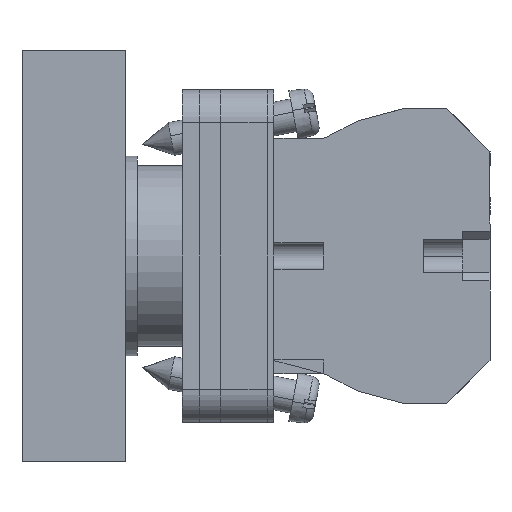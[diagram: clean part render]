
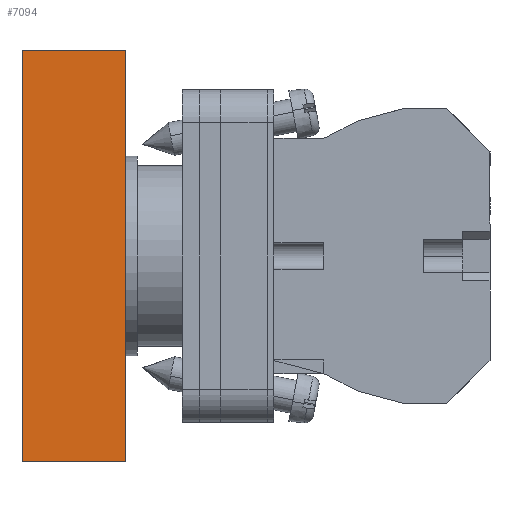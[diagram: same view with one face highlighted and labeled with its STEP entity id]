
A CAD part, left-side view. The second image highlights one B-rep face of the part: STEP entity #7094.
In plain terms, the highlighted planar face has unit normal (-1, 0, 0).
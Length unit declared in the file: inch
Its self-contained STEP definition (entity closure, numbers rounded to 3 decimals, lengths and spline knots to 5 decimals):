
#1238 = CARTESIAN_POINT ( 'NONE',  ( -0.58071, 0.94094, -0.97441 ) ) ;
#2024 = DIRECTION ( 'NONE',  ( 0., -1., 0. ) ) ;
#2356 = DIRECTION ( 'NONE',  ( 0., 0., 1. ) ) ;
#2472 = VERTEX_POINT ( 'NONE', #14187 ) ;
#3311 = EDGE_CURVE ( 'NONE', #16134, #2472, #6017, .T. ) ;
#3449 = DIRECTION ( 'NONE',  ( 0., 0., -1. ) ) ;
#3648 = ORIENTED_EDGE ( 'NONE', *, *, #3311, .T. ) ;
#3706 = VECTOR ( 'NONE', #2356, 39.37008 ) ;
#4248 = CARTESIAN_POINT ( 'NONE',  ( -0.58071, 0.44843, 0.97441 ) ) ;
#5328 = VECTOR ( 'NONE', #2024, 39.37008 ) ;
#5682 = EDGE_CURVE ( 'NONE', #6978, #16134, #13588, .T. ) ;
#5720 = LINE ( 'NONE', #15839, #5328 ) ;
#5805 = EDGE_CURVE ( 'NONE', #6978, #6301, #5720, .T. ) ;
#6017 = LINE ( 'NONE', #6793, #8963 ) ;
#6301 = VERTEX_POINT ( 'NONE', #4248 ) ;
#6457 = ORIENTED_EDGE ( 'NONE', *, *, #13422, .T. ) ;
#6793 = CARTESIAN_POINT ( 'NONE',  ( -0.58071, 4.28046, -0.97441 ) ) ;
#6978 = VERTEX_POINT ( 'NONE', #13160 ) ;
#7094 = ADVANCED_FACE ( 'NONE', ( #12459 ), #7164, .F. ) ;
#7164 = PLANE ( 'NONE',  #12547 ) ;
#7361 = ORIENTED_EDGE ( 'NONE', *, *, #5805, .F. ) ;
#8430 = CARTESIAN_POINT ( 'NONE',  ( -0.58071, 4.28046, 0.97441 ) ) ;
#8963 = VECTOR ( 'NONE', #13058, 39.37008 ) ;
#9867 = CARTESIAN_POINT ( 'NONE',  ( -0.58071, 0.44843, 0.97441 ) ) ;
#10004 = LINE ( 'NONE', #9867, #3706 ) ;
#10253 = VECTOR ( 'NONE', #14331, 39.37008 ) ;
#10534 = CARTESIAN_POINT ( 'NONE',  ( -0.58071, 0.94094, 0.97441 ) ) ;
#10977 = DIRECTION ( 'NONE',  ( 1., 0., 0. ) ) ;
#11109 = ORIENTED_EDGE ( 'NONE', *, *, #5682, .T. ) ;
#12459 = FACE_OUTER_BOUND ( 'NONE', #16162, .T. ) ;
#12547 = AXIS2_PLACEMENT_3D ( 'NONE', #8430, #10977, #3449 ) ;
#13058 = DIRECTION ( 'NONE',  ( 0., -1., 0. ) ) ;
#13160 = CARTESIAN_POINT ( 'NONE',  ( -0.58071, 0.94094, 0.97441 ) ) ;
#13422 = EDGE_CURVE ( 'NONE', #2472, #6301, #10004, .T. ) ;
#13588 = LINE ( 'NONE', #10534, #10253 ) ;
#14187 = CARTESIAN_POINT ( 'NONE',  ( -0.58071, 0.44843, -0.97441 ) ) ;
#14331 = DIRECTION ( 'NONE',  ( 0., 0., -1. ) ) ;
#15839 = CARTESIAN_POINT ( 'NONE',  ( -0.58071, 4.28046, 0.97441 ) ) ;
#16134 = VERTEX_POINT ( 'NONE', #1238 ) ;
#16162 = EDGE_LOOP ( 'NONE', ( #7361, #11109, #3648, #6457 ) ) ;
